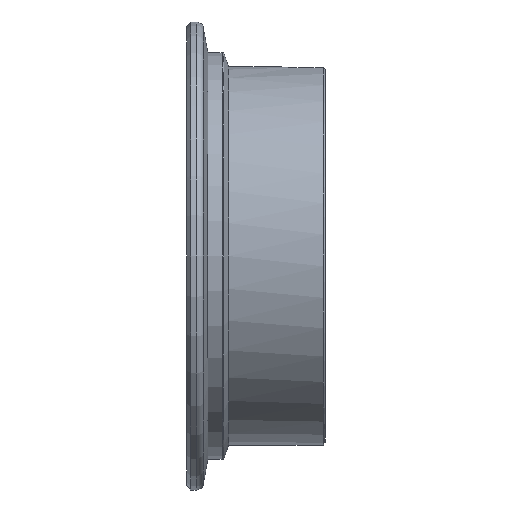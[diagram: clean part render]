
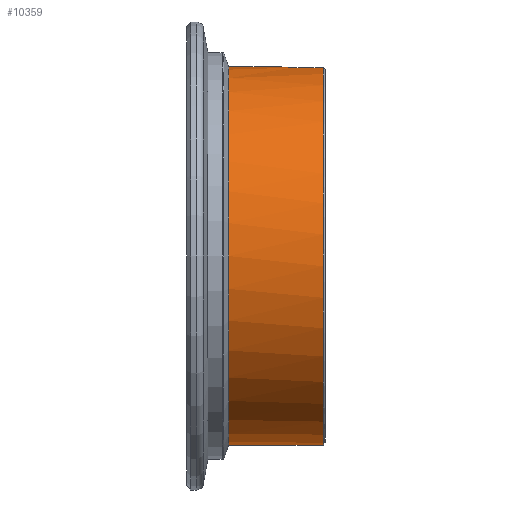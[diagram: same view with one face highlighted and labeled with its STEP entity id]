
A CAD part, left-side view. The second image highlights one B-rep face of the part: STEP entity #10359.
In plain terms, the highlighted cylindrical face has radius 46.5 mm (diameter 93 mm), a partial arc.
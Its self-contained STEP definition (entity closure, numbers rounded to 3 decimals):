
#187 = EDGE_CURVE ( 'NONE', #647, #1004, #2487, .T. ) ;
#647 = VERTEX_POINT ( 'NONE', #6134 ) ;
#804 = CARTESIAN_POINT ( 'NONE',  ( -4.109, 8.917, 46.318 ) ) ;
#943 = CARTESIAN_POINT ( 'NONE',  ( -1.31, 10.832, 46.482 ) ) ;
#1004 = VERTEX_POINT ( 'NONE', #7839 ) ;
#1268 = CARTESIAN_POINT ( 'NONE',  ( -5.054, 25., 46.224 ) ) ;
#1296 = DIRECTION ( 'NONE',  ( 0., -1., 0. ) ) ;
#1582 = CARTESIAN_POINT ( 'NONE',  ( -5.021, 6.659, 46.228 ) ) ;
#1620 = VECTOR ( 'NONE', #9881, 1000. ) ;
#2006 = CARTESIAN_POINT ( 'NONE',  ( -4.377, 8.506, 46.294 ) ) ;
#2487 = LINE ( 'NONE', #11176, #8563 ) ;
#2710 = CARTESIAN_POINT ( 'NONE',  ( -4.732, 7.765, 46.259 ) ) ;
#2847 = EDGE_LOOP ( 'NONE', ( #3677, #4858, #13181, #6654, #8271, #13095 ) ) ;
#2851 = CARTESIAN_POINT ( 'NONE',  ( -1.78, 10.683, 46.466 ) ) ;
#3184 = DIRECTION ( 'NONE',  ( 0., -1., 0. ) ) ;
#3363 = CARTESIAN_POINT ( 'NONE',  ( 0., 0.5, 0. ) ) ;
#3437 = CARTESIAN_POINT ( 'NONE',  ( 0., 23.726, 46.5 ) ) ;
#3677 = ORIENTED_EDGE ( 'NONE', *, *, #12012, .F. ) ;
#3829 = CARTESIAN_POINT ( 'NONE',  ( -4.884, 7.299, 46.243 ) ) ;
#3836 = EDGE_CURVE ( 'NONE', #11843, #11334, #5436, .T. ) ;
#3900 = CARTESIAN_POINT ( 'NONE',  ( -3.802, 9.299, 46.344 ) ) ;
#4110 = CARTESIAN_POINT ( 'NONE',  ( -4.534, 8.216, 46.279 ) ) ;
#4278 = DIRECTION ( 'NONE',  ( 0., -1., 0. ) ) ;
#4486 = DIRECTION ( 'NONE',  ( 0., 0., 1. ) ) ;
#4858 = ORIENTED_EDGE ( 'NONE', *, *, #11714, .T. ) ;
#4901 = DIRECTION ( 'NONE',  ( 0., 0., -1. ) ) ;
#5028 = CARTESIAN_POINT ( 'NONE',  ( -0.33, 10.992, 46.499 ) ) ;
#5164 = CARTESIAN_POINT ( 'NONE',  ( 0., 11., 46.5 ) ) ;
#5299 = CYLINDRICAL_SURFACE ( 'NONE', #13646, 46.5 ) ;
#5436 = B_SPLINE_CURVE_WITH_KNOTS ( 'NONE', 3,
 ( #11247, #13475, #1582, #8058, #3829, #12367, #2710, #11529, #4110, #2006, #12715, #804, #13544, #3900, #13681, #9338, #7145, #2851, #12639, #943, #8413, #8204, #11458, #5028, #13750, #5164 ),
 .UNSPECIFIED., .F., .F.,
 ( 4, 2, 2, 2, 2, 2, 2, 2, 2, 2, 2, 2, 4 ),
 ( 0., 0.062, 0.094, 0.125, 0.156, 0.187, 0.219, 0.25, 0.375, 0.406, 0.437, 0.469, 0.5 ),
 .UNSPECIFIED. ) ;
#5649 = EDGE_CURVE ( 'NONE', #12303, #11843, #8739, .T. ) ;
#6134 = CARTESIAN_POINT ( 'NONE',  ( 0., 23.726, -46.5 ) ) ;
#6263 = AXIS2_PLACEMENT_3D ( 'NONE', #3363, #9866, #4486 ) ;
#6654 = ORIENTED_EDGE ( 'NONE', *, *, #12160, .T. ) ;
#7145 = CARTESIAN_POINT ( 'NONE',  ( -2.549, 10.368, 46.434 ) ) ;
#7213 = CARTESIAN_POINT ( 'NONE',  ( 0., 23.726, 0. ) ) ;
#7380 = AXIS2_PLACEMENT_3D ( 'NONE', #7213, #11744, #12644 ) ;
#7390 = CIRCLE ( 'NONE', #6263, 46.5 ) ;
#7821 = CIRCLE ( 'NONE', #7380, 46.5 ) ;
#7839 = CARTESIAN_POINT ( 'NONE',  ( 0., 0.5, -46.5 ) ) ;
#8058 = CARTESIAN_POINT ( 'NONE',  ( -4.923, 7.143, 46.239 ) ) ;
#8204 = CARTESIAN_POINT ( 'NONE',  ( -0.827, 10.935, 46.493 ) ) ;
#8271 = ORIENTED_EDGE ( 'NONE', *, *, #5649, .T. ) ;
#8413 = CARTESIAN_POINT ( 'NONE',  ( -1.15, 10.872, 46.486 ) ) ;
#8563 = VECTOR ( 'NONE', #1296, 1000. ) ;
#8739 = LINE ( 'NONE', #1268, #1620 ) ;
#8949 = CARTESIAN_POINT ( 'NONE',  ( 0., 11., 46.5 ) ) ;
#9139 = CARTESIAN_POINT ( 'NONE',  ( 0., 25., 0. ) ) ;
#9338 = CARTESIAN_POINT ( 'NONE',  ( -3.104, 10., 46.399 ) ) ;
#9866 = DIRECTION ( 'NONE',  ( 0., 1., 0. ) ) ;
#9881 = DIRECTION ( 'NONE',  ( 0., 1., 0. ) ) ;
#9885 = VERTEX_POINT ( 'NONE', #3437 ) ;
#10359 = ADVANCED_FACE ( 'NONE', ( #10675 ), #5299, .T. ) ;
#10675 = FACE_OUTER_BOUND ( 'NONE', #2847, .T. ) ;
#10723 = LINE ( 'NONE', #10787, #13214 ) ;
#10787 = CARTESIAN_POINT ( 'NONE',  ( 0., 25., 46.5 ) ) ;
#11176 = CARTESIAN_POINT ( 'NONE',  ( 0., 25., -46.5 ) ) ;
#11247 = CARTESIAN_POINT ( 'NONE',  ( -5.054, 6., 46.224 ) ) ;
#11334 = VERTEX_POINT ( 'NONE', #8949 ) ;
#11458 = CARTESIAN_POINT ( 'NONE',  ( -0.661, 10.96, 46.496 ) ) ;
#11529 = CARTESIAN_POINT ( 'NONE',  ( -4.605, 8.067, 46.271 ) ) ;
#11714 = EDGE_CURVE ( 'NONE', #9885, #647, #7821, .T. ) ;
#11744 = DIRECTION ( 'NONE',  ( 0., -1., 0. ) ) ;
#11815 = CARTESIAN_POINT ( 'NONE',  ( -5.054, 6., 46.224 ) ) ;
#11843 = VERTEX_POINT ( 'NONE', #11815 ) ;
#12012 = EDGE_CURVE ( 'NONE', #9885, #11334, #10723, .T. ) ;
#12160 = EDGE_CURVE ( 'NONE', #1004, #12303, #7390, .T. ) ;
#12303 = VERTEX_POINT ( 'NONE', #12317 ) ;
#12317 = CARTESIAN_POINT ( 'NONE',  ( -5.054, 0.5, 46.224 ) ) ;
#12367 = CARTESIAN_POINT ( 'NONE',  ( -4.788, 7.611, 46.253 ) ) ;
#12639 = CARTESIAN_POINT ( 'NONE',  ( -1.626, 10.737, 46.472 ) ) ;
#12644 = DIRECTION ( 'NONE',  ( 0., 0., 1. ) ) ;
#12715 = CARTESIAN_POINT ( 'NONE',  ( -4.292, 8.645, 46.302 ) ) ;
#13095 = ORIENTED_EDGE ( 'NONE', *, *, #3836, .T. ) ;
#13181 = ORIENTED_EDGE ( 'NONE', *, *, #187, .T. ) ;
#13214 = VECTOR ( 'NONE', #4278, 1000. ) ;
#13475 = CARTESIAN_POINT ( 'NONE',  ( -5.054, 6.33, 46.224 ) ) ;
#13544 = CARTESIAN_POINT ( 'NONE',  ( -4.011, 9.047, 46.327 ) ) ;
#13646 = AXIS2_PLACEMENT_3D ( 'NONE', #9139, #3184, #4901 ) ;
#13681 = CARTESIAN_POINT ( 'NONE',  ( -3.69, 9.421, 46.353 ) ) ;
#13750 = CARTESIAN_POINT ( 'NONE',  ( -0.166, 11., 46.5 ) ) ;
